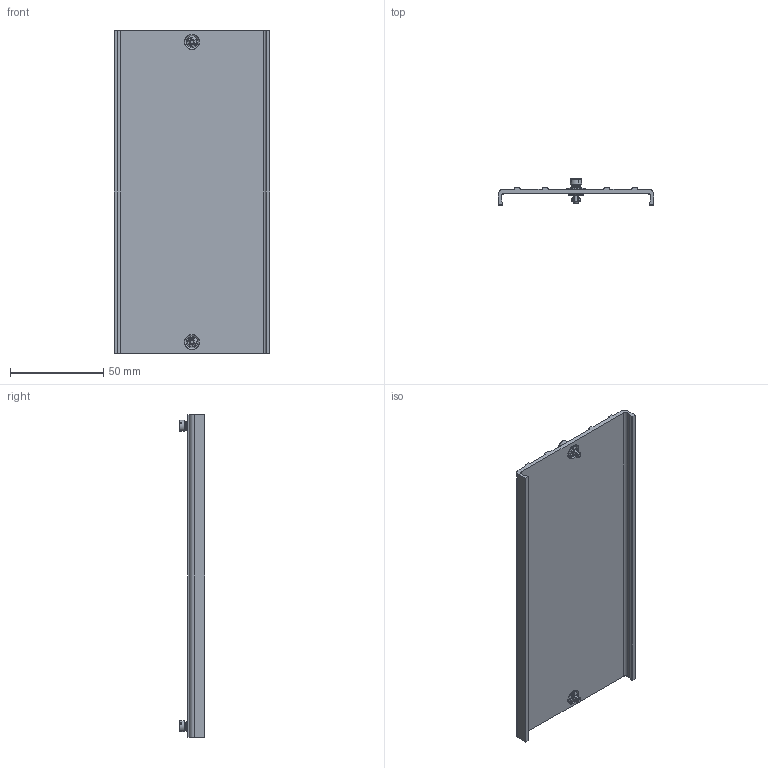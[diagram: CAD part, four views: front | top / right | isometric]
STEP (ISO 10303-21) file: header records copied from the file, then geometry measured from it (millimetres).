
FILE_DESCRIPTION((''),'2;1');
FILE_NAME('32420019000','2019-09-24T',('presta_be4'),(''),'PRO/ENGINEER BY PARAMETRIC TECHNOLOGY CORPORATION, 2014310','PRO/ENGINEER BY PARAMETRIC TECHNOLOGY CORPORATION, 2014310','');
FILE_SCHEMA(('CONFIG_CONTROL_DESIGN'));
Length unit declared in the file: millimetre
Products named in the file (1): 32420019000
Bounding box: 83.2 x 13.81 x 173 mm (x, y, z)
Volume: 38617.8 mm3; surface area: 35705.4 mm2
Topology: 3 solids, 3 shells, 292 faces, 770 edges, 486 vertices
Faces by surface type: cylinder 122, plane 100, cone 48, bspline 12, torus 10
Entity records: 26808 total; most frequent: CARTESIAN_POINT 19698, ORIENTED_EDGE 1532, DIRECTION 1416, EDGE_CURVE 766, AXIS2_PLACEMENT_3D 542, VERTEX_POINT 486, VECTOR 332, LINE 332
